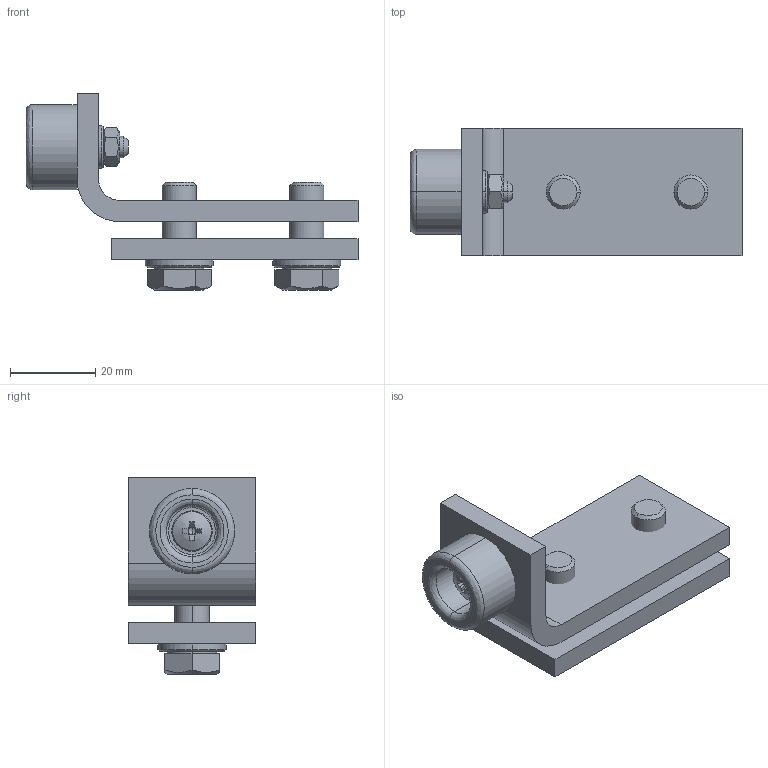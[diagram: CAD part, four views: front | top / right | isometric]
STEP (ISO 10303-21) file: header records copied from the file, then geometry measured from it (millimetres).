
FILE_DESCRIPTION (( 'STEP AP214' ), '1' );
FILE_NAME ('0080168.step', '2023-11-16T12:10:56', ( '' ), ( '' ), 'SwSTEP 2.0', 'SolidWorks 2020', '' );
FILE_SCHEMA (( 'AUTOMOTIVE_DESIGN' ));
Length unit declared in the file: millimetre
Products named in the file (1): 0080168
Bounding box: 78 x 30 x 46.1 mm (x, y, z)
Volume: 28265.3 mm3; surface area: 16256.7 mm2
Topology: 10 solids, 10 shells, 162 faces, 356 edges, 219 vertices
Faces by surface type: plane 73, cylinder 44, cone 30, bspline 15
Entity records: 7160 total; most frequent: CARTESIAN_POINT 1711, DIRECTION 746, ORIENTED_EDGE 708, EDGE_CURVE 354, AXIS2_PLACEMENT_3D 296, VERTEX_POINT 219, EDGE_LOOP 189, UNCERTAINTY_MEASURE_WITH_UNIT 174
